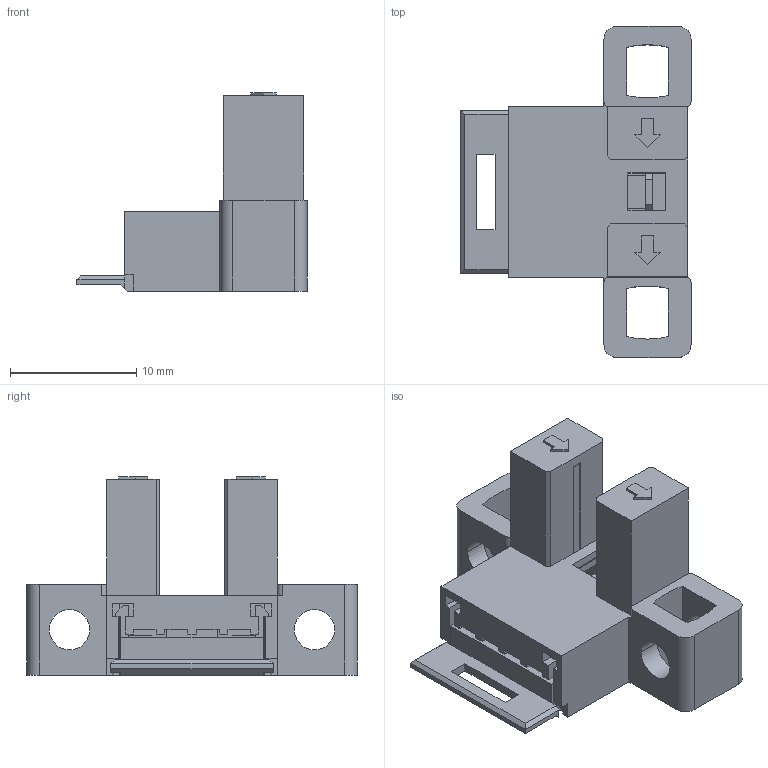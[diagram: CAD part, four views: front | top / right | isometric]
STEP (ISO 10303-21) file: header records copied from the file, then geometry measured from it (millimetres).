
FILE_DESCRIPTION((''),'2;1');
FILE_NAME('UX671','2020-07-19T',('admin'),(''),'PRO/ENGINEER BY PARAMETRIC TECHNOLOGY CORPORATION, 2008380','PRO/ENGINEER BY PARAMETRIC TECHNOLOGY CORPORATION, 2008380','');
FILE_SCHEMA(('CONFIG_CONTROL_DESIGN'));
Length unit declared in the file: millimetre
Products named in the file (1): UX671
Bounding box: 18.22 x 26.2 x 15.7 mm (x, y, z)
Volume: 82.5 mm3; surface area: 3109.6 mm2
Topology: 1 solids, 3 shells, 299 faces, 845 edges, 554 vertices
Faces by surface type: plane 267, cylinder 32
Entity records: 9634 total; most frequent: CARTESIAN_POINT 1777, ORIENTED_EDGE 1690, DIRECTION 1493, EDGE_CURVE 845, VECTOR 765, LINE 765, VERTEX_POINT 554, AXIS2_PLACEMENT_3D 364
